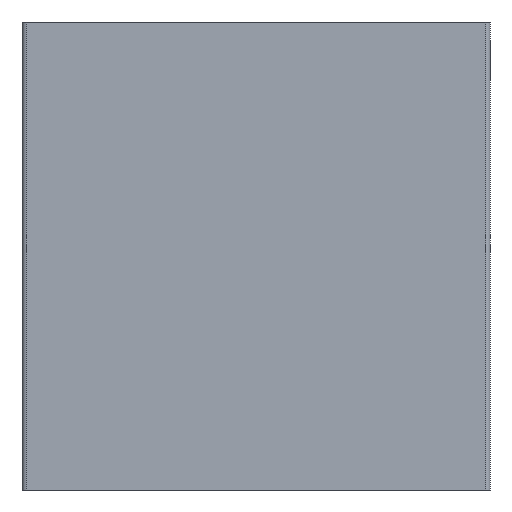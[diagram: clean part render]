
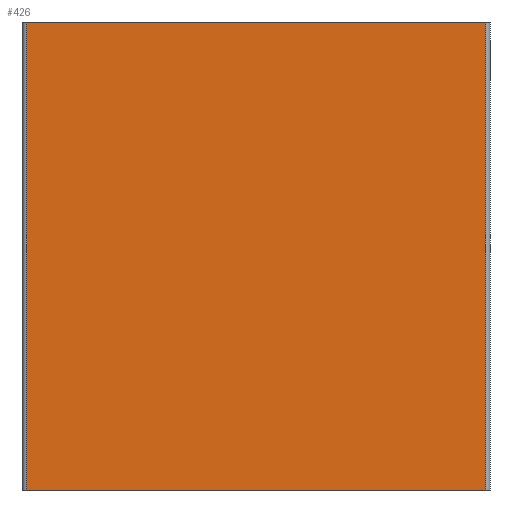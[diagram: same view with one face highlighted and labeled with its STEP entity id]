
A CAD part, front view. The second image highlights one B-rep face of the part: STEP entity #426.
In plain terms, the highlighted planar face has unit normal (0, -1, 0).
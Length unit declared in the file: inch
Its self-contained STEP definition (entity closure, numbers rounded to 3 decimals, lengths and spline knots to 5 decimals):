
#12 = DIRECTION ( 'NONE',  ( 0., 0., -1. ) ) ;
#21 = CARTESIAN_POINT ( 'NONE',  ( 5.842, 0., 5.95 ) ) ;
#56 = EDGE_CURVE ( 'NONE', #68, #688, #712, .T. ) ;
#60 = CARTESIAN_POINT ( 'NONE',  ( -5.842, 0., -5.95 ) ) ;
#62 = ORIENTED_EDGE ( 'NONE', *, *, #118, .T. ) ;
#68 = VERTEX_POINT ( 'NONE', #21 ) ;
#72 = DIRECTION ( 'NONE',  ( 1., 0., 0. ) ) ;
#74 = VERTEX_POINT ( 'NONE', #638 ) ;
#91 = EDGE_CURVE ( 'NONE', #74, #68, #440, .T. ) ;
#118 = EDGE_CURVE ( 'NONE', #490, #74, #690, .T. ) ;
#142 = CARTESIAN_POINT ( 'NONE',  ( 5.842, 0., -5.95 ) ) ;
#150 = VECTOR ( 'NONE', #72, 39.37008 ) ;
#159 = EDGE_LOOP ( 'NONE', ( #62, #580, #252, #322 ) ) ;
#189 = CARTESIAN_POINT ( 'NONE',  ( -5.95, 0., -5.95 ) ) ;
#202 = AXIS2_PLACEMENT_3D ( 'NONE', #189, #427, #728 ) ;
#252 = ORIENTED_EDGE ( 'NONE', *, *, #56, .T. ) ;
#321 = DIRECTION ( 'NONE',  ( 0., 0., 1. ) ) ;
#322 = ORIENTED_EDGE ( 'NONE', *, *, #618, .T. ) ;
#352 = CARTESIAN_POINT ( 'NONE',  ( -5.842, 0., 5.95 ) ) ;
#403 = VECTOR ( 'NONE', #12, 39.37008 ) ;
#426 = ADVANCED_FACE ( 'NONE', ( #664 ), #615, .T. ) ;
#427 = DIRECTION ( 'NONE',  ( 0., -1., 0. ) ) ;
#437 = CARTESIAN_POINT ( 'NONE',  ( -5.95, 0., 5.95 ) ) ;
#439 = LINE ( 'NONE', #633, #403 ) ;
#440 = LINE ( 'NONE', #142, #442 ) ;
#442 = VECTOR ( 'NONE', #321, 39.37008 ) ;
#490 = VERTEX_POINT ( 'NONE', #60 ) ;
#554 = DIRECTION ( 'NONE',  ( -1., 0., 0. ) ) ;
#580 = ORIENTED_EDGE ( 'NONE', *, *, #91, .T. ) ;
#615 = PLANE ( 'NONE',  #202 ) ;
#618 = EDGE_CURVE ( 'NONE', #688, #490, #439, .T. ) ;
#633 = CARTESIAN_POINT ( 'NONE',  ( -5.842, 0., -5.95 ) ) ;
#638 = CARTESIAN_POINT ( 'NONE',  ( 5.842, 0., -5.95 ) ) ;
#664 = FACE_OUTER_BOUND ( 'NONE', #159, .T. ) ;
#683 = VECTOR ( 'NONE', #554, 39.37008 ) ;
#688 = VERTEX_POINT ( 'NONE', #352 ) ;
#690 = LINE ( 'NONE', #738, #150 ) ;
#712 = LINE ( 'NONE', #437, #683 ) ;
#728 = DIRECTION ( 'NONE',  ( 0., 0., -1. ) ) ;
#738 = CARTESIAN_POINT ( 'NONE',  ( -5.95, 0., -5.95 ) ) ;
